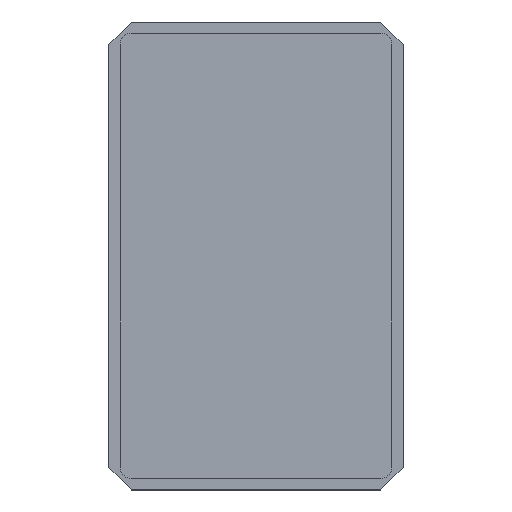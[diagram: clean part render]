
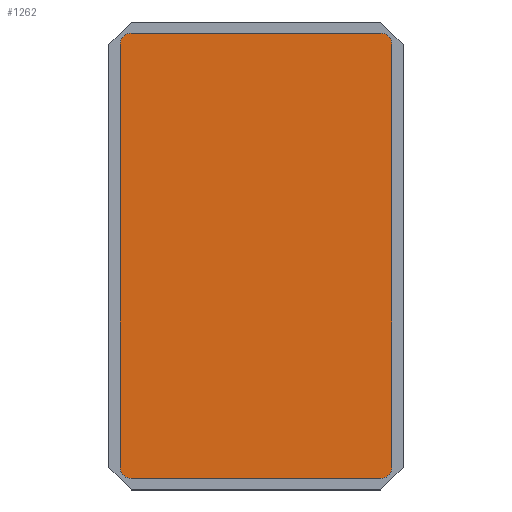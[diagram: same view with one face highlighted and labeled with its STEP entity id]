
A CAD part, top view. The second image highlights one B-rep face of the part: STEP entity #1262.
In plain terms, the highlighted planar face has unit normal (0, 0, 1).
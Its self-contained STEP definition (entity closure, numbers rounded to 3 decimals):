
#16=CIRCLE($,#1340,0.15);
#18=CIRCLE($,#1344,0.15);
#20=CIRCLE($,#1348,0.15);
#22=CIRCLE($,#1352,0.15);
#110=FACE_OUTER_BOUND($,#186,.T.);
#186=EDGE_LOOP($,(#1115,#1116,#1117,#1118,#1119,#1120,#1121,#1122));
#334=LINE($,#1994,#494);
#338=LINE($,#2006,#498);
#342=LINE($,#2018,#502);
#346=LINE($,#2028,#506);
#494=VECTOR($,#1637,3.3);
#498=VECTOR($,#1649,5.6);
#502=VECTOR($,#1661,3.3);
#506=VECTOR($,#1673,5.6);
#605=VERTEX_POINT($,#1985);
#606=VERTEX_POINT($,#1987);
#608=VERTEX_POINT($,#1993);
#610=VERTEX_POINT($,#1999);
#612=VERTEX_POINT($,#2005);
#614=VERTEX_POINT($,#2011);
#616=VERTEX_POINT($,#2017);
#618=VERTEX_POINT($,#2023);
#765=EDGE_CURVE($,#606,#605,#16,.T.);
#768=EDGE_CURVE($,#608,#606,#334,.T.);
#771=EDGE_CURVE($,#610,#608,#18,.T.);
#774=EDGE_CURVE($,#612,#610,#338,.T.);
#777=EDGE_CURVE($,#614,#612,#20,.T.);
#780=EDGE_CURVE($,#616,#614,#342,.T.);
#783=EDGE_CURVE($,#618,#616,#22,.T.);
#786=EDGE_CURVE($,#605,#618,#346,.T.);
#1115=ORIENTED_EDGE($,*,*,#786,.T.);
#1116=ORIENTED_EDGE($,*,*,#783,.T.);
#1117=ORIENTED_EDGE($,*,*,#780,.T.);
#1118=ORIENTED_EDGE($,*,*,#777,.T.);
#1119=ORIENTED_EDGE($,*,*,#774,.T.);
#1120=ORIENTED_EDGE($,*,*,#771,.T.);
#1121=ORIENTED_EDGE($,*,*,#768,.T.);
#1122=ORIENTED_EDGE($,*,*,#765,.T.);
#1190=PLANE($,#1355);
#1262=ADVANCED_FACE($,(#110),#1190,.T.);
#1340=AXIS2_PLACEMENT_3D($,#1988,#1631,#1632);
#1344=AXIS2_PLACEMENT_3D($,#2000,#1643,#1644);
#1348=AXIS2_PLACEMENT_3D($,#2012,#1655,#1656);
#1352=AXIS2_PLACEMENT_3D($,#2024,#1667,#1668);
#1355=AXIS2_PLACEMENT_3D($,#2030,#1676,#1677);
#1631=DIRECTION('center_axis',(0.,0.,1.));
#1632=DIRECTION('ref_axis',(-1.,0.,0.));
#1637=DIRECTION($,(-1.,0.,0.));
#1643=DIRECTION('center_axis',(0.,0.,1.));
#1644=DIRECTION('ref_axis',(0.,1.,0.));
#1649=DIRECTION($,(0.,1.,0.));
#1655=DIRECTION('center_axis',(0.,0.,1.));
#1656=DIRECTION('ref_axis',(1.,0.,0.));
#1661=DIRECTION($,(1.,0.,0.));
#1667=DIRECTION('center_axis',(0.,0.,1.));
#1668=DIRECTION('ref_axis',(0.,-1.,0.));
#1673=DIRECTION($,(0.,-1.,0.));
#1676=DIRECTION('center_axis',(0.,0.,1.));
#1677=DIRECTION('ref_axis',(1.,0.,0.));
#1985=CARTESIAN_POINT('',(-1.8,2.8,1.2));
#1987=CARTESIAN_POINT('',(-1.65,2.95,1.2));
#1988=CARTESIAN_POINT('Origin',(-1.65,2.8,1.2));
#1993=CARTESIAN_POINT('',(1.65,2.95,1.2));
#1994=CARTESIAN_POINT($,(-1.65,2.95,1.2));
#1999=CARTESIAN_POINT('',(1.8,2.8,1.2));
#2000=CARTESIAN_POINT('Origin',(1.65,2.8,1.2));
#2005=CARTESIAN_POINT('',(1.8,-2.8,1.2));
#2006=CARTESIAN_POINT($,(1.8,2.8,1.2));
#2011=CARTESIAN_POINT('',(1.65,-2.95,1.2));
#2012=CARTESIAN_POINT('Origin',(1.65,-2.8,1.2));
#2017=CARTESIAN_POINT('',(-1.65,-2.95,1.2));
#2018=CARTESIAN_POINT($,(1.65,-2.95,1.2));
#2023=CARTESIAN_POINT('',(-1.8,-2.8,1.2));
#2024=CARTESIAN_POINT('Origin',(-1.65,-2.8,1.2));
#2028=CARTESIAN_POINT($,(-1.8,-2.8,1.2));
#2030=CARTESIAN_POINT('Origin',(0.,0.,
1.2));
